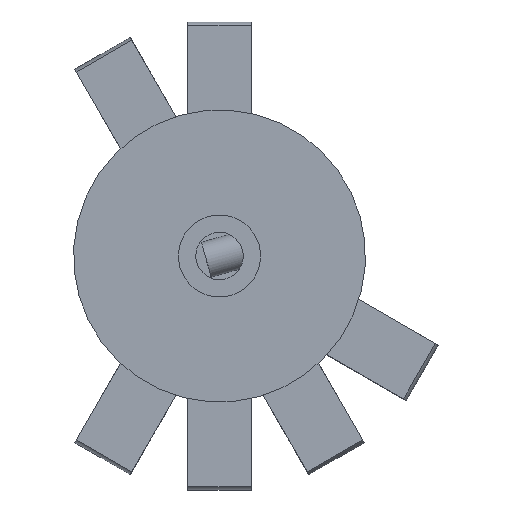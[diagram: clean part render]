
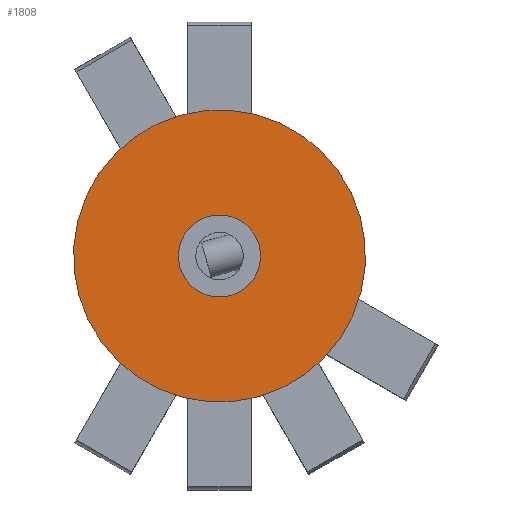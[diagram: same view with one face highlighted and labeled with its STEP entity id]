
A CAD part, front view. The second image highlights one B-rep face of the part: STEP entity #1808.
In plain terms, the highlighted planar face has unit normal (0, -1, 0).
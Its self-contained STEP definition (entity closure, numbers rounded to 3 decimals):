
#48 = ORIENTED_EDGE ( 'NONE', *, *, #5656, .F. ) ;
#317 = CIRCLE ( 'NONE', #4675, 4.5 ) ;
#436 = DIRECTION ( 'NONE',  ( 0., -1., 0. ) ) ;
#466 = DIRECTION ( 'NONE',  ( 0., -1., 0. ) ) ;
#559 = CIRCLE ( 'NONE', #5767, 16. ) ;
#1609 = DIRECTION ( 'NONE',  ( 1., 0., 0. ) ) ;
#1729 = DIRECTION ( 'NONE',  ( 0., -1., 0. ) ) ;
#1808 = ADVANCED_FACE ( 'NONE', ( #3030, #5874 ), #2395, .F. ) ;
#1842 = EDGE_LOOP ( 'NONE', ( #48, #7227 ) ) ;
#1902 = DIRECTION ( 'NONE',  ( 1., 0., 0. ) ) ;
#2395 = PLANE ( 'NONE',  #4653 ) ;
#2509 = VERTEX_POINT ( 'NONE', #3407 ) ;
#2603 = VERTEX_POINT ( 'NONE', #3476 ) ;
#2723 = DIRECTION ( 'NONE',  ( 1., 0., 0. ) ) ;
#2874 = CARTESIAN_POINT ( 'NONE',  ( -67.124, 36., 27.5 ) ) ;
#2959 = EDGE_CURVE ( 'NONE', #2509, #7491, #317, .T. ) ;
#3030 = FACE_BOUND ( 'NONE', #1842, .T. ) ;
#3407 = CARTESIAN_POINT ( 'NONE',  ( -71.624, 36., 27.5 ) ) ;
#3476 = CARTESIAN_POINT ( 'NONE',  ( -51.124, 36., 27.5 ) ) ;
#3564 = EDGE_LOOP ( 'NONE', ( #4375, #5129 ) ) ;
#3705 = CARTESIAN_POINT ( 'NONE',  ( -62.624, 36., 27.5 ) ) ;
#3922 = VERTEX_POINT ( 'NONE', #7319 ) ;
#4027 = DIRECTION ( 'NONE',  ( 1., 0., 0. ) ) ;
#4061 = CIRCLE ( 'NONE', #5034, 4.5 ) ;
#4160 = DIRECTION ( 'NONE',  ( 0., 1., 0. ) ) ;
#4375 = ORIENTED_EDGE ( 'NONE', *, *, #5189, .T. ) ;
#4581 = DIRECTION ( 'NONE',  ( 0., -1., 0. ) ) ;
#4653 = AXIS2_PLACEMENT_3D ( 'NONE', #5264, #4160, #1902 ) ;
#4675 = AXIS2_PLACEMENT_3D ( 'NONE', #2874, #436, #2723 ) ;
#5034 = AXIS2_PLACEMENT_3D ( 'NONE', #5703, #466, #1609 ) ;
#5129 = ORIENTED_EDGE ( 'NONE', *, *, #5742, .T. ) ;
#5189 = EDGE_CURVE ( 'NONE', #2603, #3922, #559, .T. ) ;
#5190 = DIRECTION ( 'NONE',  ( 1., 0., 0. ) ) ;
#5257 = CARTESIAN_POINT ( 'NONE',  ( -67.124, 36., 27.5 ) ) ;
#5264 = CARTESIAN_POINT ( 'NONE',  ( -67.124, 36., 27.5 ) ) ;
#5656 = EDGE_CURVE ( 'NONE', #7491, #2509, #4061, .T. ) ;
#5703 = CARTESIAN_POINT ( 'NONE',  ( -67.124, 36., 27.5 ) ) ;
#5742 = EDGE_CURVE ( 'NONE', #3922, #2603, #6863, .T. ) ;
#5767 = AXIS2_PLACEMENT_3D ( 'NONE', #5257, #4581, #5190 ) ;
#5874 = FACE_OUTER_BOUND ( 'NONE', #3564, .T. ) ;
#6139 = AXIS2_PLACEMENT_3D ( 'NONE', #6924, #1729, #4027 ) ;
#6863 = CIRCLE ( 'NONE', #6139, 16. ) ;
#6924 = CARTESIAN_POINT ( 'NONE',  ( -67.124, 36., 27.5 ) ) ;
#7227 = ORIENTED_EDGE ( 'NONE', *, *, #2959, .F. ) ;
#7319 = CARTESIAN_POINT ( 'NONE',  ( -83.124, 36., 27.5 ) ) ;
#7491 = VERTEX_POINT ( 'NONE', #3705 ) ;
